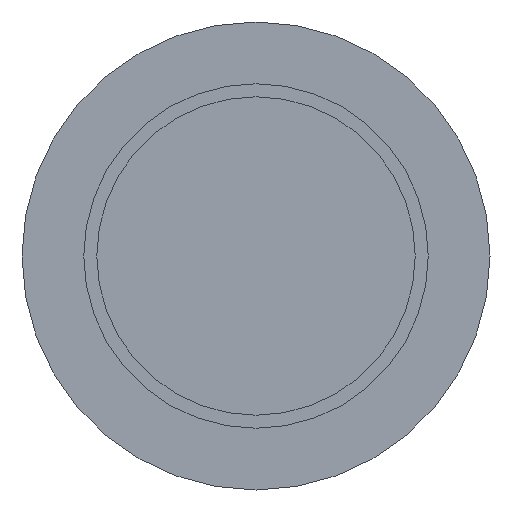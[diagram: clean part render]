
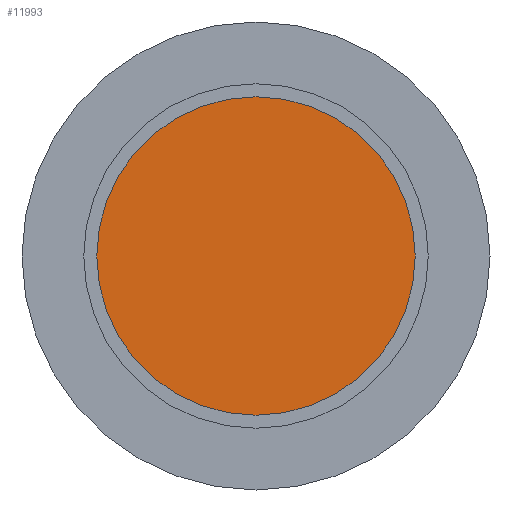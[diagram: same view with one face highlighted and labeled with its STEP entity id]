
A CAD part, front view. The second image highlights one B-rep face of the part: STEP entity #11993.
In plain terms, the highlighted planar face has unit normal (0, -1, 0).
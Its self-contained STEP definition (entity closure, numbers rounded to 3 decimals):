
#1927 = CARTESIAN_POINT ( 'NONE',  ( 0., 12.7, -12.475 ) ) ;
#2940 = AXIS2_PLACEMENT_3D ( 'NONE', #6492, #7998, #7031 ) ;
#3758 = FACE_OUTER_BOUND ( 'NONE', #16226, .T. ) ;
#4550 = DIRECTION ( 'NONE',  ( 0., 0., 1. ) ) ;
#6492 = CARTESIAN_POINT ( 'NONE',  ( 0., 12.7, 0. ) ) ;
#6631 = EDGE_CURVE ( 'NONE', #10631, #11348, #16210, .T. ) ;
#7031 = DIRECTION ( 'NONE',  ( 0., 0., -1. ) ) ;
#7852 = CIRCLE ( 'NONE', #15952, 12.475 ) ;
#7998 = DIRECTION ( 'NONE',  ( 0., -1., 0. ) ) ;
#8073 = CARTESIAN_POINT ( 'NONE',  ( 0., 12.7, 0. ) ) ;
#8408 = PLANE ( 'NONE',  #9317 ) ;
#8922 = ORIENTED_EDGE ( 'NONE', *, *, #6631, .T. ) ;
#9012 = CARTESIAN_POINT ( 'NONE',  ( 0., 12.7, 12.475 ) ) ;
#9317 = AXIS2_PLACEMENT_3D ( 'NONE', #14983, #12361, #4550 ) ;
#9359 = DIRECTION ( 'NONE',  ( 0., 0., -1. ) ) ;
#10631 = VERTEX_POINT ( 'NONE', #9012 ) ;
#11348 = VERTEX_POINT ( 'NONE', #1927 ) ;
#11768 = EDGE_CURVE ( 'NONE', #11348, #10631, #7852, .T. ) ;
#11993 = ADVANCED_FACE ( 'NONE', ( #3758 ), #8408, .F. ) ;
#12361 = DIRECTION ( 'NONE',  ( 0., 1., 0. ) ) ;
#13190 = DIRECTION ( 'NONE',  ( 0., -1., 0. ) ) ;
#14983 = CARTESIAN_POINT ( 'NONE',  ( -12.475, 12.7, 0. ) ) ;
#15372 = ORIENTED_EDGE ( 'NONE', *, *, #11768, .T. ) ;
#15952 = AXIS2_PLACEMENT_3D ( 'NONE', #8073, #13190, #9359 ) ;
#16210 = CIRCLE ( 'NONE', #2940, 12.475 ) ;
#16226 = EDGE_LOOP ( 'NONE', ( #15372, #8922 ) ) ;
